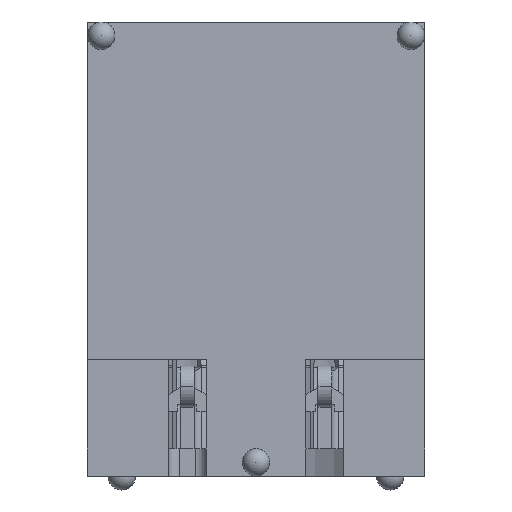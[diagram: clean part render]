
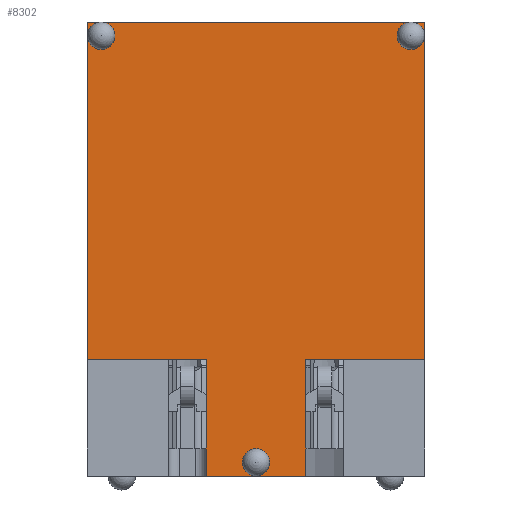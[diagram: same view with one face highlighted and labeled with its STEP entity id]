
A CAD part, front view. The second image highlights one B-rep face of the part: STEP entity #8302.
In plain terms, the highlighted planar face has unit normal (0, -1, 0).
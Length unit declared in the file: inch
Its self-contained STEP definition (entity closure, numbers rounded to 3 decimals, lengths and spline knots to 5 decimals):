
#53 = ORIENTED_EDGE ( 'NONE', *, *, #6446, .F. ) ;
#62 = CARTESIAN_POINT ( 'NONE',  ( 0.545, 0.25966, 0.33 ) ) ;
#74 = CARTESIAN_POINT ( 'NONE',  ( 0.555, 0.25966, 0.32 ) ) ;
#236 = EDGE_CURVE ( 'NONE', #6703, #763, #1414, .T. ) ;
#262 = ORIENTED_EDGE ( 'NONE', *, *, #751, .F. ) ;
#589 = DIRECTION ( 'NONE',  ( 0., -1., 0. ) ) ;
#619 = CIRCLE ( 'NONE', #10146, 0.01 ) ;
#724 = LINE ( 'NONE', #3450, #2773 ) ;
#751 = EDGE_CURVE ( 'NONE', #2007, #1194, #724, .T. ) ;
#763 = VERTEX_POINT ( 'NONE', #11392 ) ;
#898 = VERTEX_POINT ( 'NONE', #8286 ) ;
#907 = VECTOR ( 'NONE', #5756, 39.37008 ) ;
#915 = DIRECTION ( 'NONE',  ( 0., 0., -1. ) ) ;
#962 = DIRECTION ( 'NONE',  ( 0., 0., 1. ) ) ;
#1058 = CARTESIAN_POINT ( 'NONE',  ( 0.63125, 0.25966, 0.085 ) ) ;
#1061 = AXIS2_PLACEMENT_3D ( 'NONE', #2607, #8763, #3527 ) ;
#1194 = VERTEX_POINT ( 'NONE', #10112 ) ;
#1197 = AXIS2_PLACEMENT_3D ( 'NONE', #74, #6238, #962 ) ;
#1414 = LINE ( 'NONE', #4659, #8140 ) ;
#1541 = VERTEX_POINT ( 'NONE', #4201 ) ;
#1620 = ORIENTED_EDGE ( 'NONE', *, *, #7825, .F. ) ;
#1685 = FACE_BOUND ( 'NONE', #7933, .T. ) ;
#1704 = EDGE_CURVE ( 'NONE', #5548, #763, #2895, .T. ) ;
#1780 = CARTESIAN_POINT ( 'NONE',  ( 0.6675, 0.25966, 0.00005 ) ) ;
#1870 = DIRECTION ( 'NONE',  ( 0., 1., 0. ) ) ;
#2007 = VERTEX_POINT ( 'NONE', #10787 ) ;
#2099 = VECTOR ( 'NONE', #4399, 39.37008 ) ;
#2442 = AXIS2_PLACEMENT_3D ( 'NONE', #5872, #589, #6736 ) ;
#2607 = CARTESIAN_POINT ( 'NONE',  ( 0.6675, 0.25966, 0.01005 ) ) ;
#2656 = VERTEX_POINT ( 'NONE', #1780 ) ;
#2694 = ORIENTED_EDGE ( 'NONE', *, *, #11293, .F. ) ;
#2728 = AXIS2_PLACEMENT_3D ( 'NONE', #10612, #1870, #8000 ) ;
#2741 = CARTESIAN_POINT ( 'NONE',  ( 0.555, 0.25966, 0.31 ) ) ;
#2773 = VECTOR ( 'NONE', #4350, 39.37008 ) ;
#2895 = LINE ( 'NONE', #62, #5252 ) ;
#2948 = VERTEX_POINT ( 'NONE', #7477 ) ;
#3450 = CARTESIAN_POINT ( 'NONE',  ( 0.70375, 0.25966, 0.20714 ) ) ;
#3518 = ORIENTED_EDGE ( 'NONE', *, *, #6029, .F. ) ;
#3522 = EDGE_LOOP ( 'NONE', ( #6569, #7608 ) ) ;
#3527 = DIRECTION ( 'NONE',  ( 0., 0., 1. ) ) ;
#3577 = AXIS2_PLACEMENT_3D ( 'NONE', #9536, #4318, #10455 ) ;
#3793 = DIRECTION ( 'NONE',  ( 0., -1., 0. ) ) ;
#3976 = CARTESIAN_POINT ( 'NONE',  ( 0.63125, 0.25966, 0.085 ) ) ;
#4029 = FACE_BOUND ( 'NONE', #3522, .T. ) ;
#4030 = EDGE_LOOP ( 'NONE', ( #6794, #1620 ) ) ;
#4054 = EDGE_LOOP ( 'NONE', ( #10125, #7062, #9639, #5933, #262, #7069, #9659, #3518 ) ) ;
#4201 = CARTESIAN_POINT ( 'NONE',  ( 0.6675, 0.25966, 0.02005 ) ) ;
#4318 = DIRECTION ( 'NONE',  ( 0., -1., 0. ) ) ;
#4349 = CIRCLE ( 'NONE', #4604, 0.01 ) ;
#4350 = DIRECTION ( 'NONE',  ( 0., 0., -1. ) ) ;
#4399 = DIRECTION ( 'NONE',  ( 1., 0., 0. ) ) ;
#4604 = AXIS2_PLACEMENT_3D ( 'NONE', #9027, #3793, #9902 ) ;
#4637 = CARTESIAN_POINT ( 'NONE',  ( 0.77999, 0.25966, 0.32 ) ) ;
#4659 = CARTESIAN_POINT ( 'NONE',  ( 0.60375, 0.25966, 0.085 ) ) ;
#4808 = CARTESIAN_POINT ( 'NONE',  ( 0.545, 0.25966, 0.33 ) ) ;
#5104 = DIRECTION ( 'NONE',  ( 0., -1., 0. ) ) ;
#5165 = LINE ( 'NONE', #4808, #9518 ) ;
#5252 = VECTOR ( 'NONE', #915, 39.37008 ) ;
#5548 = VERTEX_POINT ( 'NONE', #8859 ) ;
#5557 = DIRECTION ( 'NONE',  ( 1., 0., 0. ) ) ;
#5756 = DIRECTION ( 'NONE',  ( 0., 0., -1. ) ) ;
#5872 = CARTESIAN_POINT ( 'NONE',  ( 0.555, 0.25966, 0.32 ) ) ;
#5933 = ORIENTED_EDGE ( 'NONE', *, *, #7806, .T. ) ;
#6029 = EDGE_CURVE ( 'NONE', #5548, #2948, #5165, .T. ) ;
#6083 = CARTESIAN_POINT ( 'NONE',  ( 0.79, 0.25966, 0.33 ) ) ;
#6096 = LINE ( 'NONE', #6083, #10479 ) ;
#6139 = VECTOR ( 'NONE', #5557, 39.37008 ) ;
#6238 = DIRECTION ( 'NONE',  ( 0., -1., 0. ) ) ;
#6446 = EDGE_CURVE ( 'NONE', #7358, #898, #619, .T. ) ;
#6569 = ORIENTED_EDGE ( 'NONE', *, *, #10388, .F. ) ;
#6571 = DIRECTION ( 'NONE',  ( 1., 0., 0. ) ) ;
#6650 = CARTESIAN_POINT ( 'NONE',  ( 0.77999, 0.25966, 0.31 ) ) ;
#6657 = CIRCLE ( 'NONE', #3577, 0.01 ) ;
#6703 = VERTEX_POINT ( 'NONE', #1058 ) ;
#6736 = DIRECTION ( 'NONE',  ( 0., 0., 1. ) ) ;
#6794 = ORIENTED_EDGE ( 'NONE', *, *, #10044, .F. ) ;
#6954 = DIRECTION ( 'NONE',  ( 0., 0., -1. ) ) ;
#7053 = LINE ( 'NONE', #9618, #2099 ) ;
#7062 = ORIENTED_EDGE ( 'NONE', *, *, #236, .F. ) ;
#7069 = ORIENTED_EDGE ( 'NONE', *, *, #10567, .T. ) ;
#7100 = PLANE ( 'NONE',  #2728 ) ;
#7253 = CARTESIAN_POINT ( 'NONE',  ( 0.73125, 0.25966, 0.085 ) ) ;
#7344 = CIRCLE ( 'NONE', #2442, 0.01 ) ;
#7358 = VERTEX_POINT ( 'NONE', #6650 ) ;
#7474 = CIRCLE ( 'NONE', #1061, 0.01 ) ;
#7477 = CARTESIAN_POINT ( 'NONE',  ( 0.79, 0.25966, 0.33 ) ) ;
#7608 = ORIENTED_EDGE ( 'NONE', *, *, #10550, .F. ) ;
#7806 = EDGE_CURVE ( 'NONE', #7943, #1194, #7053, .T. ) ;
#7825 = EDGE_CURVE ( 'NONE', #8321, #10411, #11208, .T. ) ;
#7904 = LINE ( 'NONE', #3976, #907 ) ;
#7933 = EDGE_LOOP ( 'NONE', ( #2694, #53 ) ) ;
#7943 = VERTEX_POINT ( 'NONE', #9043 ) ;
#8000 = DIRECTION ( 'NONE',  ( 0., 0., 1. ) ) ;
#8140 = VECTOR ( 'NONE', #9017, 39.37008 ) ;
#8286 = CARTESIAN_POINT ( 'NONE',  ( 0.77999, 0.25966, 0.33 ) ) ;
#8302 = ADVANCED_FACE ( 'NONE', ( #8955, #8683, #4029, #1685 ), #7100, .F. ) ;
#8321 = VERTEX_POINT ( 'NONE', #2741 ) ;
#8683 = FACE_OUTER_BOUND ( 'NONE', #4054, .T. ) ;
#8763 = DIRECTION ( 'NONE',  ( 0., -1., 0. ) ) ;
#8859 = CARTESIAN_POINT ( 'NONE',  ( 0.545, 0.25966, 0.33 ) ) ;
#8907 = EDGE_CURVE ( 'NONE', #2948, #9632, #6096, .T. ) ;
#8955 = FACE_BOUND ( 'NONE', #4030, .T. ) ;
#9017 = DIRECTION ( 'NONE',  ( -1., 0., 0. ) ) ;
#9027 = CARTESIAN_POINT ( 'NONE',  ( 0.6675, 0.25966, 0.01005 ) ) ;
#9043 = CARTESIAN_POINT ( 'NONE',  ( 0.63125, 0.25966, 0. ) ) ;
#9518 = VECTOR ( 'NONE', #6571, 39.37008 ) ;
#9536 = CARTESIAN_POINT ( 'NONE',  ( 0.77999, 0.25966, 0.32 ) ) ;
#9618 = CARTESIAN_POINT ( 'NONE',  ( 0.545, 0.25966, 0. ) ) ;
#9632 = VERTEX_POINT ( 'NONE', #9688 ) ;
#9639 = ORIENTED_EDGE ( 'NONE', *, *, #10020, .T. ) ;
#9659 = ORIENTED_EDGE ( 'NONE', *, *, #8907, .F. ) ;
#9688 = CARTESIAN_POINT ( 'NONE',  ( 0.79, 0.25966, 0.085 ) ) ;
#9902 = DIRECTION ( 'NONE',  ( 0., 0., 1. ) ) ;
#10020 = EDGE_CURVE ( 'NONE', #6703, #7943, #7904, .T. ) ;
#10044 = EDGE_CURVE ( 'NONE', #10411, #8321, #7344, .T. ) ;
#10112 = CARTESIAN_POINT ( 'NONE',  ( 0.70375, 0.25966, 0. ) ) ;
#10125 = ORIENTED_EDGE ( 'NONE', *, *, #1704, .T. ) ;
#10146 = AXIS2_PLACEMENT_3D ( 'NONE', #4637, #5104, #11274 ) ;
#10388 = EDGE_CURVE ( 'NONE', #1541, #2656, #7474, .T. ) ;
#10411 = VERTEX_POINT ( 'NONE', #10564 ) ;
#10455 = DIRECTION ( 'NONE',  ( 0., 0., 1. ) ) ;
#10479 = VECTOR ( 'NONE', #6954, 39.37008 ) ;
#10550 = EDGE_CURVE ( 'NONE', #2656, #1541, #4349, .T. ) ;
#10564 = CARTESIAN_POINT ( 'NONE',  ( 0.555, 0.25966, 0.33 ) ) ;
#10567 = EDGE_CURVE ( 'NONE', #2007, #9632, #11094, .T. ) ;
#10612 = CARTESIAN_POINT ( 'NONE',  ( 0.545, 0.25966, 0.33 ) ) ;
#10787 = CARTESIAN_POINT ( 'NONE',  ( 0.70375, 0.25966, 0.085 ) ) ;
#11094 = LINE ( 'NONE', #7253, #6139 ) ;
#11208 = CIRCLE ( 'NONE', #1197, 0.01 ) ;
#11274 = DIRECTION ( 'NONE',  ( 0., 0., 1. ) ) ;
#11293 = EDGE_CURVE ( 'NONE', #898, #7358, #6657, .T. ) ;
#11392 = CARTESIAN_POINT ( 'NONE',  ( 0.545, 0.25966, 0.085 ) ) ;
